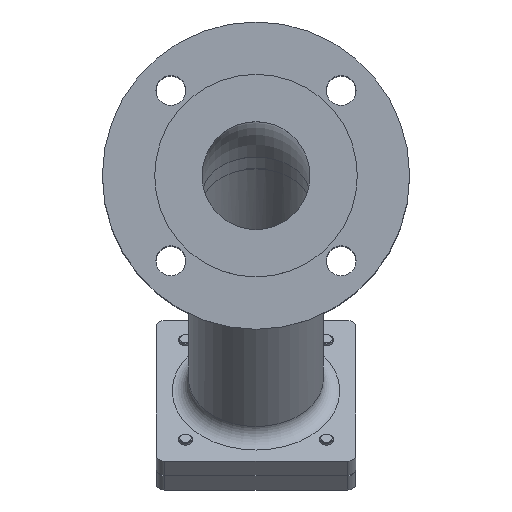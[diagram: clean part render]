
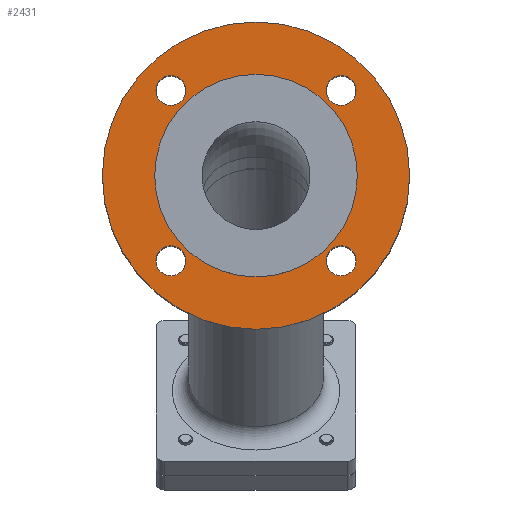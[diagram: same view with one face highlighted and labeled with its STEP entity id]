
A CAD part, top view. The second image highlights one B-rep face of the part: STEP entity #2431.
In plain terms, the highlighted planar face has unit normal (0, 0, 1).
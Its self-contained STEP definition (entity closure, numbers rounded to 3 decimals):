
#80=FACE_BOUND('',#813,.T.);
#81=FACE_BOUND('',#814,.T.);
#82=FACE_BOUND('',#815,.T.);
#83=FACE_BOUND('',#816,.T.);
#84=FACE_BOUND('',#817,.T.);
#542=PLANE('',#2696);
#653=FACE_OUTER_BOUND('',#812,.T.);
#812=EDGE_LOOP('',(#2182,#2183));
#813=EDGE_LOOP('',(#2184,#2185));
#814=EDGE_LOOP('',(#2186,#2187));
#815=EDGE_LOOP('',(#2188,#2189));
#816=EDGE_LOOP('',(#2190,#2191));
#817=EDGE_LOOP('',(#2192,#2193));
#945=CIRCLE('',#2694,92.5);
#946=CIRCLE('',#2695,92.5);
#947=CIRCLE('',#2697,9.);
#948=CIRCLE('',#2698,9.);
#949=CIRCLE('',#2699,9.);
#950=CIRCLE('',#2700,9.);
#951=CIRCLE('',#2701,9.);
#952=CIRCLE('',#2702,9.);
#953=CIRCLE('',#2703,9.);
#954=CIRCLE('',#2704,9.);
#955=CIRCLE('',#2705,61.);
#956=CIRCLE('',#2706,61.);
#1199=VERTEX_POINT('',#4270);
#1200=VERTEX_POINT('',#4272);
#1201=VERTEX_POINT('',#4276);
#1202=VERTEX_POINT('',#4277);
#1203=VERTEX_POINT('',#4280);
#1204=VERTEX_POINT('',#4281);
#1205=VERTEX_POINT('',#4284);
#1206=VERTEX_POINT('',#4285);
#1207=VERTEX_POINT('',#4288);
#1208=VERTEX_POINT('',#4289);
#1209=VERTEX_POINT('',#4292);
#1210=VERTEX_POINT('',#4293);
#1538=EDGE_CURVE('',#1199,#1200,#945,.T.);
#1539=EDGE_CURVE('',#1200,#1199,#946,.T.);
#1540=EDGE_CURVE('',#1201,#1202,#947,.T.);
#1541=EDGE_CURVE('',#1202,#1201,#948,.T.);
#1542=EDGE_CURVE('',#1203,#1204,#949,.T.);
#1543=EDGE_CURVE('',#1204,#1203,#950,.T.);
#1544=EDGE_CURVE('',#1205,#1206,#951,.T.);
#1545=EDGE_CURVE('',#1206,#1205,#952,.T.);
#1546=EDGE_CURVE('',#1207,#1208,#953,.T.);
#1547=EDGE_CURVE('',#1208,#1207,#954,.T.);
#1548=EDGE_CURVE('',#1209,#1210,#955,.T.);
#1549=EDGE_CURVE('',#1210,#1209,#956,.T.);
#2182=ORIENTED_EDGE('',*,*,#1539,.F.);
#2183=ORIENTED_EDGE('',*,*,#1538,.F.);
#2184=ORIENTED_EDGE('',*,*,#1540,.T.);
#2185=ORIENTED_EDGE('',*,*,#1541,.T.);
#2186=ORIENTED_EDGE('',*,*,#1542,.T.);
#2187=ORIENTED_EDGE('',*,*,#1543,.T.);
#2188=ORIENTED_EDGE('',*,*,#1544,.T.);
#2189=ORIENTED_EDGE('',*,*,#1545,.T.);
#2190=ORIENTED_EDGE('',*,*,#1546,.T.);
#2191=ORIENTED_EDGE('',*,*,#1547,.T.);
#2192=ORIENTED_EDGE('',*,*,#1548,.T.);
#2193=ORIENTED_EDGE('',*,*,#1549,.T.);
#2431=ADVANCED_FACE('',(#653,#80,#81,#82,#83,#84),#542,.T.);
#2694=AXIS2_PLACEMENT_3D('',#4273,#3354,#3355);
#2695=AXIS2_PLACEMENT_3D('',#4274,#3356,#3357);
#2696=AXIS2_PLACEMENT_3D('',#4275,#3358,#3359);
#2697=AXIS2_PLACEMENT_3D('',#4278,#3360,#3361);
#2698=AXIS2_PLACEMENT_3D('',#4279,#3362,#3363);
#2699=AXIS2_PLACEMENT_3D('',#4282,#3364,#3365);
#2700=AXIS2_PLACEMENT_3D('',#4283,#3366,#3367);
#2701=AXIS2_PLACEMENT_3D('',#4286,#3368,#3369);
#2702=AXIS2_PLACEMENT_3D('',#4287,#3370,#3371);
#2703=AXIS2_PLACEMENT_3D('',#4290,#3372,#3373);
#2704=AXIS2_PLACEMENT_3D('',#4291,#3374,#3375);
#2705=AXIS2_PLACEMENT_3D('',#4294,#3376,#3377);
#2706=AXIS2_PLACEMENT_3D('',#4295,#3378,#3379);
#3354=DIRECTION('center_axis',(0.,0.,-1.));
#3355=DIRECTION('ref_axis',(1.,0.,0.));
#3356=DIRECTION('center_axis',(0.,0.,-1.));
#3357=DIRECTION('ref_axis',(1.,0.,0.));
#3358=DIRECTION('center_axis',(0.,0.,1.));
#3359=DIRECTION('ref_axis',(1.,0.,0.));
#3360=DIRECTION('center_axis',(0.,0.,-1.));
#3361=DIRECTION('ref_axis',(0.,1.,0.));
#3362=DIRECTION('center_axis',(0.,0.,-1.));
#3363=DIRECTION('ref_axis',(0.,1.,0.));
#3364=DIRECTION('center_axis',(0.,0.,-1.));
#3365=DIRECTION('ref_axis',(-1.,0.,0.));
#3366=DIRECTION('center_axis',(0.,0.,-1.));
#3367=DIRECTION('ref_axis',(-1.,0.,0.));
#3368=DIRECTION('center_axis',(0.,0.,-1.));
#3369=DIRECTION('ref_axis',(0.,-1.,0.));
#3370=DIRECTION('center_axis',(0.,0.,-1.));
#3371=DIRECTION('ref_axis',(0.,-1.,0.));
#3372=DIRECTION('center_axis',(0.,0.,-1.));
#3373=DIRECTION('ref_axis',(1.,0.,0.));
#3374=DIRECTION('center_axis',(0.,0.,-1.));
#3375=DIRECTION('ref_axis',(1.,0.,0.));
#3376=DIRECTION('center_axis',(0.,0.,-1.));
#3377=DIRECTION('ref_axis',(1.,0.,0.));
#3378=DIRECTION('center_axis',(0.,0.,-1.));
#3379=DIRECTION('ref_axis',(1.,0.,0.));
#4270=CARTESIAN_POINT('',(0.,-92.5,142.));
#4272=CARTESIAN_POINT('',(0.,92.5,142.));
#4273=CARTESIAN_POINT('Origin',(0.,0.,142.));
#4274=CARTESIAN_POINT('Origin',(0.,0.,142.));
#4275=CARTESIAN_POINT('Origin',(0.,92.5,142.));
#4276=CARTESIAN_POINT('',(-51.265,60.265,142.));
#4277=CARTESIAN_POINT('',(-51.265,42.265,142.));
#4278=CARTESIAN_POINT('Origin',(-51.265,51.265,142.));
#4279=CARTESIAN_POINT('Origin',(-51.265,51.265,142.));
#4280=CARTESIAN_POINT('',(-60.265,-51.265,142.));
#4281=CARTESIAN_POINT('',(-42.265,-51.265,142.));
#4282=CARTESIAN_POINT('Origin',(-51.265,-51.265,142.));
#4283=CARTESIAN_POINT('Origin',(-51.265,-51.265,142.));
#4284=CARTESIAN_POINT('',(51.265,-60.265,142.));
#4285=CARTESIAN_POINT('',(51.265,-42.265,142.));
#4286=CARTESIAN_POINT('Origin',(51.265,-51.265,142.));
#4287=CARTESIAN_POINT('Origin',(51.265,-51.265,142.));
#4288=CARTESIAN_POINT('',(60.265,51.265,142.));
#4289=CARTESIAN_POINT('',(42.265,51.265,142.));
#4290=CARTESIAN_POINT('Origin',(51.265,51.265,142.));
#4291=CARTESIAN_POINT('Origin',(51.265,51.265,142.));
#4292=CARTESIAN_POINT('',(0.,61.,142.));
#4293=CARTESIAN_POINT('',(0.,-61.,142.));
#4294=CARTESIAN_POINT('Origin',(0.,0.,142.));
#4295=CARTESIAN_POINT('Origin',(0.,0.,142.));
